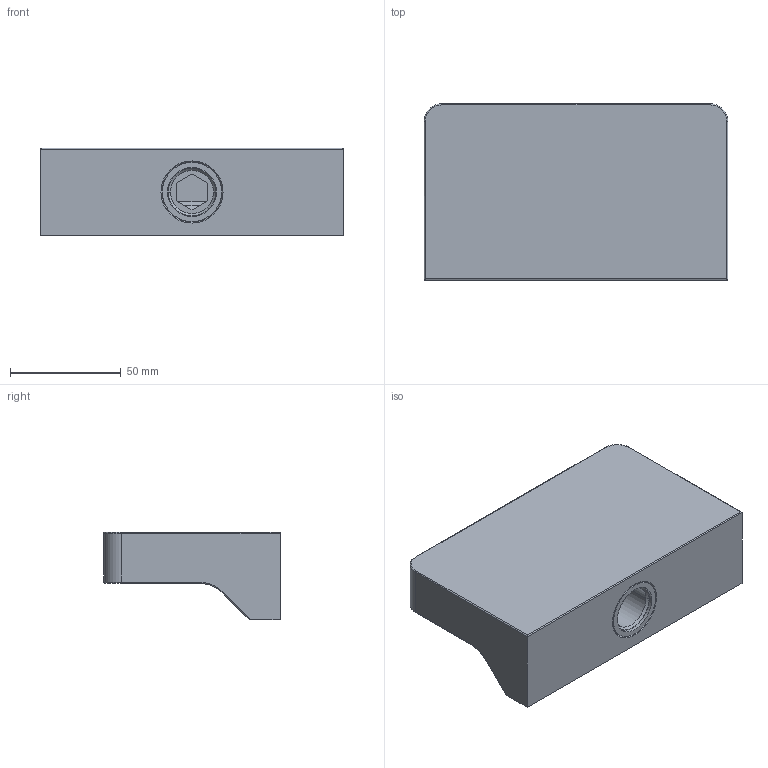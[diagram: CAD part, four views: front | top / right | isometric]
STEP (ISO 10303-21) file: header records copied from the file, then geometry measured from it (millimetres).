
FILE_DESCRIPTION((''),'2;1');
FILE_NAME('880506900_ASM','2023-07-12T08:40:19',('Administrator'),(''),'CREO PARAMETRIC BY PTC INC, 2018500','CREO PARAMETRIC BY PTC INC, 2018500','');
FILE_SCHEMA(('CONFIG_CONTROL_DESIGN'));
Length unit declared in the file: millimetre
Products named in the file (10): 2_A; 1_A; 807C182CP_AF0_ASM; 811D170NF_PRT_AF0; 815S018NF_PRT; 826B112NF_PRT_AF0; 826B112NF_PRT; 8805069_1_A_ASM; 880506900_ASM
Assembly tree (9 placements, depth 4):
  880506900_ASM
    8805069_1_A_ASM
      807C182CP_AF0_ASM
        2_A
        1_A
        1_A
      811D170NF_PRT_AF0
      815S018NF_PRT
      826B112NF_PRT_AF0
      826B112NF_PRT
Bounding box: 137 x 79.5 x 39.5 mm (x, y, z)
Volume: 81596.4 mm3; surface area: 73426.4 mm2
Topology: 5 solids, 5 shells, 143 faces, 347 edges, 219 vertices
Faces by surface type: cylinder 55, plane 53, torus 16, cone 10, bspline 9
Entity records: 7212 total; most frequent: CARTESIAN_POINT 3636, DIRECTION 726, ORIENTED_EDGE 694, EDGE_CURVE 347, AXIS2_PLACEMENT_3D 276, VERTEX_POINT 219, VECTOR 174, LINE 174
